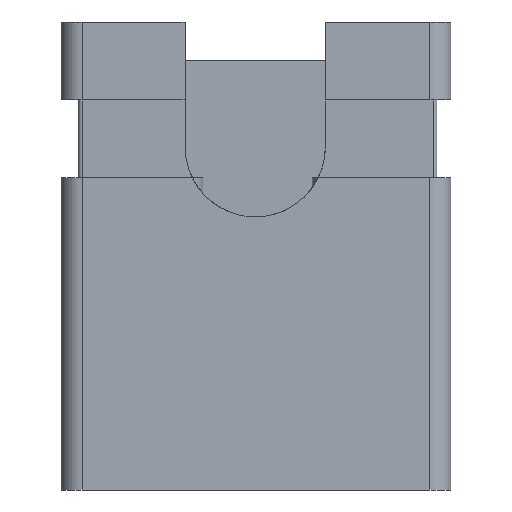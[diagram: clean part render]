
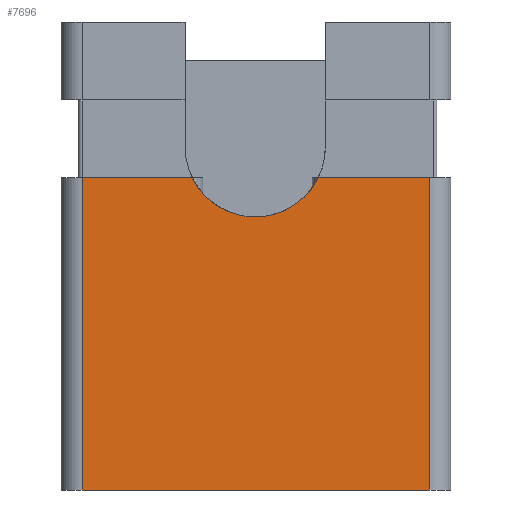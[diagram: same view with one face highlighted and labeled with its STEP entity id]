
A CAD part, front view. The second image highlights one B-rep face of the part: STEP entity #7696.
In plain terms, the highlighted planar face has unit normal (0, -1, 0).
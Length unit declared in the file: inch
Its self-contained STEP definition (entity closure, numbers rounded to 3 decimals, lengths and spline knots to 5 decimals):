
#3425 = PLANE('',#3426);
#3426 = AXIS2_PLACEMENT_3D('',#3427,#3428,#3429);
#3427 = CARTESIAN_POINT('',(0.04685,0.03858,0.1));
#3428 = DIRECTION('',(0.,0.,-1.));
#3429 = DIRECTION('',(-1.,0.,0.));
#3501 = CYLINDRICAL_SURFACE('',#3502,0.03543);
#3502 = AXIS2_PLACEMENT_3D('',#3503,#3504,#3505);
#3503 = CARTESIAN_POINT('',(-0.05197,-0.04921,
    0.27323));
#3504 = DIRECTION('',(0.,-1.,0.));
#3505 = DIRECTION('',(1.,0.,0.));
#5209 = VERTEX_POINT('',#5210);
#5210 = CARTESIAN_POINT('',(0.03622,-0.04921,0.1));
#5229 = CYLINDRICAL_SURFACE('',#5230,0.01063);
#5230 = AXIS2_PLACEMENT_3D('',#5231,#5232,#5233);
#5231 = CARTESIAN_POINT('',(0.03622,-0.03858,0.1)
  );
#5232 = DIRECTION('',(-0.,-0.,-1.));
#5233 = DIRECTION('',(1.,0.,0.));
#5241 = EDGE_CURVE('',#5242,#5209,#5244,.T.);
#5242 = VERTEX_POINT('',#5243);
#5243 = CARTESIAN_POINT('',(-0.13937,-0.04921,0.1));
#5244 = SURFACE_CURVE('',#5245,(#5249,#5256),.PCURVE_S1.);
#5245 = LINE('',#5246,#5247);
#5246 = CARTESIAN_POINT('',(-0.13937,-0.04921,0.1));
#5247 = VECTOR('',#5248,0.03937);
#5248 = DIRECTION('',(1.,0.,0.));
#5249 = PCURVE('',#3425,#5250);
#5250 = DEFINITIONAL_REPRESENTATION('',(#5251),#5255);
#5251 = LINE('',#5252,#5253);
#5252 = CARTESIAN_POINT('',(0.186,-0.088));
#5253 = VECTOR('',#5254,1.);
#5254 = DIRECTION('',(-1.,0.));
#5255 = ( GEOMETRIC_REPRESENTATION_CONTEXT(2) 
PARAMETRIC_REPRESENTATION_CONTEXT() REPRESENTATION_CONTEXT('2D SPACE',''
  ) );
#5256 = PCURVE('',#5257,#5262);
#5257 = PLANE('',#5258);
#5258 = AXIS2_PLACEMENT_3D('',#5259,#5260,#5261);
#5259 = CARTESIAN_POINT('',(-0.13937,-0.04921,0.1));
#5260 = DIRECTION('',(0.,1.,0.));
#5261 = DIRECTION('',(1.,0.,0.));
#5262 = DEFINITIONAL_REPRESENTATION('',(#5263),#5267);
#5263 = LINE('',#5264,#5265);
#5264 = CARTESIAN_POINT('',(0.,0.));
#5265 = VECTOR('',#5266,1.);
#5266 = DIRECTION('',(1.,0.));
#5267 = ( GEOMETRIC_REPRESENTATION_CONTEXT(2) 
PARAMETRIC_REPRESENTATION_CONTEXT() REPRESENTATION_CONTEXT('2D SPACE',''
  ) );
#5290 = CYLINDRICAL_SURFACE('',#5291,0.01063);
#5291 = AXIS2_PLACEMENT_3D('',#5292,#5293,#5294);
#5292 = CARTESIAN_POINT('',(-0.13937,-0.03858,0.1));
#5293 = DIRECTION('',(-0.,-0.,-1.));
#5294 = DIRECTION('',(1.,0.,0.));
#5398 = EDGE_CURVE('',#5399,#5401,#5403,.T.);
#5399 = VERTEX_POINT('',#5400);
#5400 = CARTESIAN_POINT('',(-0.08371,-0.04921,
    0.25748));
#5401 = VERTEX_POINT('',#5402);
#5402 = CARTESIAN_POINT('',(-0.02023,-0.04921,
    0.25748));
#5403 = SURFACE_CURVE('',#5404,(#5409,#5416),.PCURVE_S1.);
#5404 = CIRCLE('',#5405,0.03543);
#5405 = AXIS2_PLACEMENT_3D('',#5406,#5407,#5408);
#5406 = CARTESIAN_POINT('',(-0.05197,-0.04921,
    0.27323));
#5407 = DIRECTION('',(0.,-1.,0.));
#5408 = DIRECTION('',(1.,0.,0.));
#5409 = PCURVE('',#3501,#5410);
#5410 = DEFINITIONAL_REPRESENTATION('',(#5411),#5415);
#5411 = LINE('',#5412,#5413);
#5412 = CARTESIAN_POINT('',(0.,0.));
#5413 = VECTOR('',#5414,1.);
#5414 = DIRECTION('',(1.,0.));
#5415 = ( GEOMETRIC_REPRESENTATION_CONTEXT(2) 
PARAMETRIC_REPRESENTATION_CONTEXT() REPRESENTATION_CONTEXT('2D SPACE',''
  ) );
#5416 = PCURVE('',#5257,#5417);
#5417 = DEFINITIONAL_REPRESENTATION('',(#5418),#5426);
#5418 = ( BOUNDED_CURVE() B_SPLINE_CURVE(2,(#5419,#5420,#5421,#5422,
#5423,#5424,#5425),.UNSPECIFIED.,.T.,.F.) B_SPLINE_CURVE_WITH_KNOTS((1,2
    ,2,2,2,1),(-2.0944,0.,2.0944,4.18879,
6.28319,8.37758),.UNSPECIFIED.) CURVE() 
GEOMETRIC_REPRESENTATION_ITEM() RATIONAL_B_SPLINE_CURVE((1.,0.5,1.,0.5,
1.,0.5,1.)) REPRESENTATION_ITEM('') );
#5419 = CARTESIAN_POINT('',(0.123,-0.173));
#5420 = CARTESIAN_POINT('',(0.123,-0.235));
#5421 = CARTESIAN_POINT('',(0.07,-0.204));
#5422 = CARTESIAN_POINT('',(0.017,-0.173));
#5423 = CARTESIAN_POINT('',(0.07,-0.143));
#5424 = CARTESIAN_POINT('',(0.123,-0.112));
#5425 = CARTESIAN_POINT('',(0.123,-0.173));
#5426 = ( GEOMETRIC_REPRESENTATION_CONTEXT(2) 
PARAMETRIC_REPRESENTATION_CONTEXT() REPRESENTATION_CONTEXT('2D SPACE',''
  ) );
#5443 = PLANE('',#5444);
#5444 = AXIS2_PLACEMENT_3D('',#5445,#5446,#5447);
#5445 = CARTESIAN_POINT('',(-0.15512,0.05512,
    0.25748));
#5446 = DIRECTION('',(0.,0.,1.));
#5447 = DIRECTION('',(1.,0.,0.));
#5524 = PLANE('',#5525);
#5525 = AXIS2_PLACEMENT_3D('',#5526,#5527,#5528);
#5526 = CARTESIAN_POINT('',(-0.15512,0.05512,
    0.25748));
#5527 = DIRECTION('',(0.,0.,1.));
#5528 = DIRECTION('',(1.,0.,0.));
#7593 = EDGE_CURVE('',#5209,#7594,#7596,.T.);
#7594 = VERTEX_POINT('',#7595);
#7595 = CARTESIAN_POINT('',(0.03622,-0.04921,
    0.25748));
#7596 = SURFACE_CURVE('',#7597,(#7601,#7608),.PCURVE_S1.);
#7597 = LINE('',#7598,#7599);
#7598 = CARTESIAN_POINT('',(0.03622,-0.04921,0.1));
#7599 = VECTOR('',#7600,0.03937);
#7600 = DIRECTION('',(0.,0.,1.));
#7601 = PCURVE('',#5229,#7602);
#7602 = DEFINITIONAL_REPRESENTATION('',(#7603),#7607);
#7603 = LINE('',#7604,#7605);
#7604 = CARTESIAN_POINT('',(-4.712,0.));
#7605 = VECTOR('',#7606,1.);
#7606 = DIRECTION('',(-0.,-1.));
#7607 = ( GEOMETRIC_REPRESENTATION_CONTEXT(2) 
PARAMETRIC_REPRESENTATION_CONTEXT() REPRESENTATION_CONTEXT('2D SPACE',''
  ) );
#7608 = PCURVE('',#5257,#7609);
#7609 = DEFINITIONAL_REPRESENTATION('',(#7610),#7614);
#7610 = LINE('',#7611,#7612);
#7611 = CARTESIAN_POINT('',(0.176,0.));
#7612 = VECTOR('',#7613,1.);
#7613 = DIRECTION('',(0.,-1.));
#7614 = ( GEOMETRIC_REPRESENTATION_CONTEXT(2) 
PARAMETRIC_REPRESENTATION_CONTEXT() REPRESENTATION_CONTEXT('2D SPACE',''
  ) );
#7696 = ADVANCED_FACE('',(#7697),#5257,.F.);
#7697 = FACE_BOUND('',#7698,.F.);
#7698 = EDGE_LOOP('',(#7699,#7700,#7723,#7742,#7743,#7762));
#7699 = ORIENTED_EDGE('',*,*,#5241,.F.);
#7700 = ORIENTED_EDGE('',*,*,#7701,.T.);
#7701 = EDGE_CURVE('',#5242,#7702,#7704,.T.);
#7702 = VERTEX_POINT('',#7703);
#7703 = CARTESIAN_POINT('',(-0.13937,-0.04921,
    0.25748));
#7704 = SURFACE_CURVE('',#7705,(#7709,#7716),.PCURVE_S1.);
#7705 = LINE('',#7706,#7707);
#7706 = CARTESIAN_POINT('',(-0.13937,-0.04921,0.1));
#7707 = VECTOR('',#7708,0.03937);
#7708 = DIRECTION('',(0.,0.,1.));
#7709 = PCURVE('',#5257,#7710);
#7710 = DEFINITIONAL_REPRESENTATION('',(#7711),#7715);
#7711 = LINE('',#7712,#7713);
#7712 = CARTESIAN_POINT('',(0.,0.));
#7713 = VECTOR('',#7714,1.);
#7714 = DIRECTION('',(0.,-1.));
#7715 = ( GEOMETRIC_REPRESENTATION_CONTEXT(2) 
PARAMETRIC_REPRESENTATION_CONTEXT() REPRESENTATION_CONTEXT('2D SPACE',''
  ) );
#7716 = PCURVE('',#5290,#7717);
#7717 = DEFINITIONAL_REPRESENTATION('',(#7718),#7722);
#7718 = LINE('',#7719,#7720);
#7719 = CARTESIAN_POINT('',(-4.712,0.));
#7720 = VECTOR('',#7721,1.);
#7721 = DIRECTION('',(-0.,-1.));
#7722 = ( GEOMETRIC_REPRESENTATION_CONTEXT(2) 
PARAMETRIC_REPRESENTATION_CONTEXT() REPRESENTATION_CONTEXT('2D SPACE',''
  ) );
#7723 = ORIENTED_EDGE('',*,*,#7724,.T.);
#7724 = EDGE_CURVE('',#7702,#5399,#7725,.T.);
#7725 = SURFACE_CURVE('',#7726,(#7730,#7736),.PCURVE_S1.);
#7726 = LINE('',#7727,#7728);
#7727 = CARTESIAN_POINT('',(-0.14724,-0.04921,
    0.25748));
#7728 = VECTOR('',#7729,0.03937);
#7729 = DIRECTION('',(1.,0.,0.));
#7730 = PCURVE('',#5257,#7731);
#7731 = DEFINITIONAL_REPRESENTATION('',(#7732),#7735);
#7732 = B_SPLINE_CURVE_WITH_KNOTS('',1,(#7733,#7734),.UNSPECIFIED.,.F.,
  .F.,(2,2),(-0.246,5.106),.PIECEWISE_BEZIER_KNOTS.);
#7733 = CARTESIAN_POINT('',(-0.018,-0.157));
#7734 = CARTESIAN_POINT('',(0.193,-0.157));
#7735 = ( GEOMETRIC_REPRESENTATION_CONTEXT(2) 
PARAMETRIC_REPRESENTATION_CONTEXT() REPRESENTATION_CONTEXT('2D SPACE',''
  ) );
#7736 = PCURVE('',#5443,#7737);
#7737 = DEFINITIONAL_REPRESENTATION('',(#7738),#7741);
#7738 = B_SPLINE_CURVE_WITH_KNOTS('',1,(#7739,#7740),.UNSPECIFIED.,.F.,
  .F.,(2,2),(-0.246,5.106),.PIECEWISE_BEZIER_KNOTS.);
#7739 = CARTESIAN_POINT('',(-0.002,-0.104));
#7740 = CARTESIAN_POINT('',(0.209,-0.104));
#7741 = ( GEOMETRIC_REPRESENTATION_CONTEXT(2) 
PARAMETRIC_REPRESENTATION_CONTEXT() REPRESENTATION_CONTEXT('2D SPACE',''
  ) );
#7742 = ORIENTED_EDGE('',*,*,#5398,.T.);
#7743 = ORIENTED_EDGE('',*,*,#7744,.T.);
#7744 = EDGE_CURVE('',#5401,#7594,#7745,.T.);
#7745 = SURFACE_CURVE('',#7746,(#7750,#7756),.PCURVE_S1.);
#7746 = LINE('',#7747,#7748);
#7747 = CARTESIAN_POINT('',(-0.14724,-0.04921,
    0.25748));
#7748 = VECTOR('',#7749,0.03937);
#7749 = DIRECTION('',(1.,0.,0.));
#7750 = PCURVE('',#5257,#7751);
#7751 = DEFINITIONAL_REPRESENTATION('',(#7752),#7755);
#7752 = B_SPLINE_CURVE_WITH_KNOTS('',1,(#7753,#7754),.UNSPECIFIED.,.F.,
  .F.,(2,2),(-0.246,5.106),.PIECEWISE_BEZIER_KNOTS.);
#7753 = CARTESIAN_POINT('',(-0.018,-0.157));
#7754 = CARTESIAN_POINT('',(0.193,-0.157));
#7755 = ( GEOMETRIC_REPRESENTATION_CONTEXT(2) 
PARAMETRIC_REPRESENTATION_CONTEXT() REPRESENTATION_CONTEXT('2D SPACE',''
  ) );
#7756 = PCURVE('',#5524,#7757);
#7757 = DEFINITIONAL_REPRESENTATION('',(#7758),#7761);
#7758 = B_SPLINE_CURVE_WITH_KNOTS('',1,(#7759,#7760),.UNSPECIFIED.,.F.,
  .F.,(2,2),(-0.246,5.106),.PIECEWISE_BEZIER_KNOTS.);
#7759 = CARTESIAN_POINT('',(-0.002,-0.104));
#7760 = CARTESIAN_POINT('',(0.209,-0.104));
#7761 = ( GEOMETRIC_REPRESENTATION_CONTEXT(2) 
PARAMETRIC_REPRESENTATION_CONTEXT() REPRESENTATION_CONTEXT('2D SPACE',''
  ) );
#7762 = ORIENTED_EDGE('',*,*,#7593,.F.);
